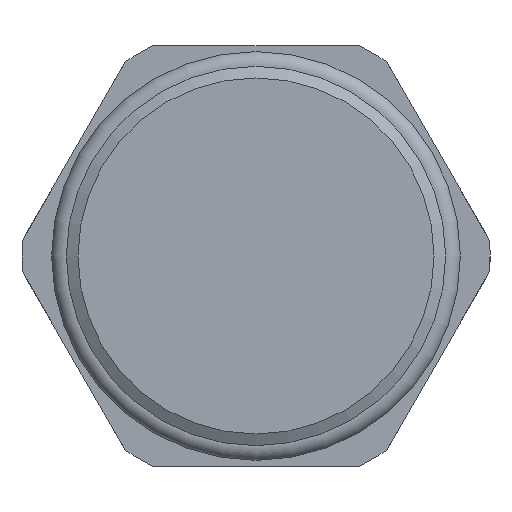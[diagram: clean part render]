
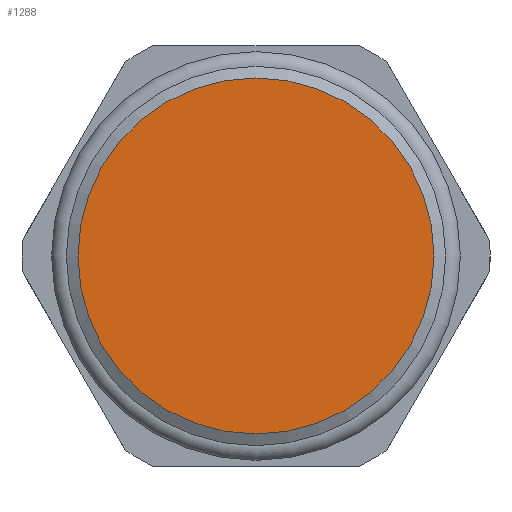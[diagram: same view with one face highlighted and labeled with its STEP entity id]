
A CAD part, front view. The second image highlights one B-rep face of the part: STEP entity #1288.
In plain terms, the highlighted planar face has unit normal (0, -1, 0).
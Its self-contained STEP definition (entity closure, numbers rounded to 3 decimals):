
#1237=CARTESIAN_POINT('',(9.319,-8.0,0.));
#1238=VERTEX_POINT('',#1237);
#1239=CARTESIAN_POINT('',(0.0,-8.0,0.0));
#1240=DIRECTION('',(0.0,1.0,0.0));
#1241=DIRECTION('',(-1.0,0.0,0.0));
#1242=AXIS2_PLACEMENT_3D('',#1239,#1240,#1241);
#1243=CIRCLE('',#1242,9.319);
#1244=EDGE_CURVE('',#1238,#1238,#1243,.T.);
#1280=CARTESIAN_POINT('',(0.0,-8.0,0.0));
#1281=DIRECTION('',(0.0,1.0,0.0));
#1282=DIRECTION('',(0.0,0.0,1.0));
#1283=AXIS2_PLACEMENT_3D('',#1280,#1281,#1282);
#1284=PLANE('',#1283);
#1285=ORIENTED_EDGE('',*,*,#1244,.F.);
#1286=EDGE_LOOP('',(#1285));
#1287=FACE_OUTER_BOUND('',#1286,.T.);
#1288=ADVANCED_FACE('',(#1287),#1284,.F.);
